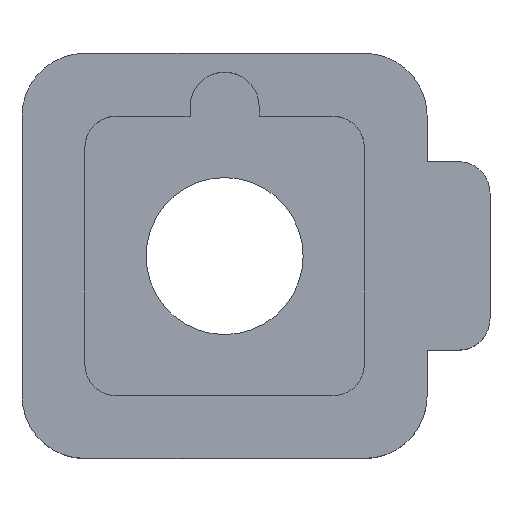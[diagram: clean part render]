
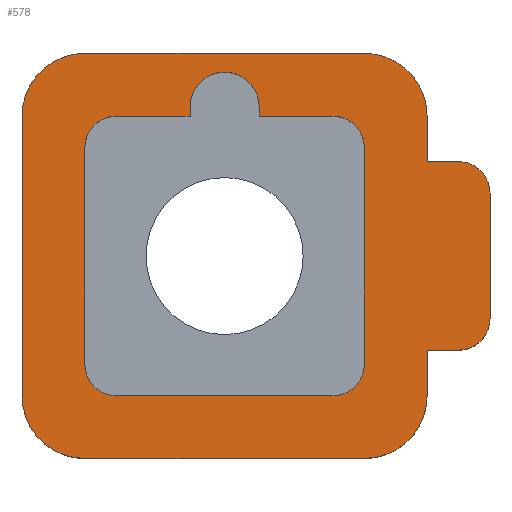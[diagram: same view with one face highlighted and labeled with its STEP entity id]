
A CAD part, top view. The second image highlights one B-rep face of the part: STEP entity #578.
In plain terms, the highlighted planar face has unit normal (0, 0, 1).
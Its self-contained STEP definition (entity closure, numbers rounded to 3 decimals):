
#19=FACE_BOUND('',#101,.T.);
#25=CIRCLE('',#628,0.55);
#27=CIRCLE('',#632,0.5);
#28=CIRCLE('',#634,0.5);
#29=CIRCLE('',#635,1.);
#30=CIRCLE('',#636,1.);
#31=CIRCLE('',#637,1.);
#32=CIRCLE('',#638,1.);
#33=CIRCLE('',#639,0.5);
#34=CIRCLE('',#640,0.5);
#35=CIRCLE('',#641,0.5);
#36=CIRCLE('',#642,0.5);
#69=FACE_OUTER_BOUND('',#100,.T.);
#100=EDGE_LOOP('',(#407,#408,#409,#410,#411,#412,#413,#414,#415,#416,#417,
#418,#419,#420));
#101=EDGE_LOOP('',(#421,#422,#423,#424,#425,#426,#427,#428,#429,#430,#431,
#432));
#133=LINE('',#866,#191);
#137=LINE('',#875,#195);
#139=LINE('',#882,#197);
#144=LINE('',#897,#202);
#145=LINE('',#901,#203);
#146=LINE('',#903,#204);
#147=LINE('',#907,#205);
#148=LINE('',#911,#206);
#149=LINE('',#915,#207);
#150=LINE('',#919,#208);
#151=LINE('',#920,#209);
#152=LINE('',#922,#210);
#153=LINE('',#926,#211);
#154=LINE('',#930,#212);
#155=LINE('',#934,#213);
#191=VECTOR('',#688,10.);
#195=VECTOR('',#694,10.);
#197=VECTOR('',#704,10.);
#202=VECTOR('',#717,10.);
#203=VECTOR('',#720,10.);
#204=VECTOR('',#721,10.);
#205=VECTOR('',#724,10.);
#206=VECTOR('',#727,10.);
#207=VECTOR('',#730,10.);
#208=VECTOR('',#733,10.);
#209=VECTOR('',#734,10.);
#210=VECTOR('',#735,10.);
#211=VECTOR('',#738,10.);
#212=VECTOR('',#741,10.);
#213=VECTOR('',#744,10.);
#249=VERTEX_POINT('',#863);
#250=VERTEX_POINT('',#865);
#253=VERTEX_POINT('',#872);
#254=VERTEX_POINT('',#874);
#255=VERTEX_POINT('',#881);
#259=VERTEX_POINT('',#890);
#260=VERTEX_POINT('',#892);
#261=VERTEX_POINT('',#896);
#262=VERTEX_POINT('',#898);
#263=VERTEX_POINT('',#900);
#264=VERTEX_POINT('',#902);
#265=VERTEX_POINT('',#904);
#266=VERTEX_POINT('',#906);
#267=VERTEX_POINT('',#908);
#268=VERTEX_POINT('',#910);
#269=VERTEX_POINT('',#912);
#270=VERTEX_POINT('',#914);
#271=VERTEX_POINT('',#916);
#272=VERTEX_POINT('',#918);
#273=VERTEX_POINT('',#921);
#274=VERTEX_POINT('',#923);
#275=VERTEX_POINT('',#925);
#276=VERTEX_POINT('',#927);
#277=VERTEX_POINT('',#929);
#278=VERTEX_POINT('',#931);
#279=VERTEX_POINT('',#933);
#305=EDGE_CURVE('',#250,#249,#133,.T.);
#309=EDGE_CURVE('',#254,#253,#137,.T.);
#312=EDGE_CURVE('',#249,#254,#25,.T.);
#313=EDGE_CURVE('',#255,#250,#139,.T.);
#318=EDGE_CURVE('',#259,#260,#27,.T.);
#320=EDGE_CURVE('',#259,#261,#144,.T.);
#321=EDGE_CURVE('',#262,#261,#28,.T.);
#322=EDGE_CURVE('',#262,#263,#145,.T.);
#323=EDGE_CURVE('',#263,#264,#146,.T.);
#324=EDGE_CURVE('',#265,#264,#29,.T.);
#325=EDGE_CURVE('',#265,#266,#147,.T.);
#326=EDGE_CURVE('',#267,#266,#30,.T.);
#327=EDGE_CURVE('',#267,#268,#148,.T.);
#328=EDGE_CURVE('',#269,#268,#31,.T.);
#329=EDGE_CURVE('',#269,#270,#149,.T.);
#330=EDGE_CURVE('',#271,#270,#32,.T.);
#331=EDGE_CURVE('',#271,#272,#150,.T.);
#332=EDGE_CURVE('',#272,#260,#151,.T.);
#333=EDGE_CURVE('',#253,#273,#152,.T.);
#334=EDGE_CURVE('',#274,#273,#33,.T.);
#335=EDGE_CURVE('',#274,#275,#153,.T.);
#336=EDGE_CURVE('',#276,#275,#34,.T.);
#337=EDGE_CURVE('',#276,#277,#154,.T.);
#338=EDGE_CURVE('',#278,#277,#35,.T.);
#339=EDGE_CURVE('',#278,#279,#155,.T.);
#340=EDGE_CURVE('',#255,#279,#36,.T.);
#407=ORIENTED_EDGE('',*,*,#318,.F.);
#408=ORIENTED_EDGE('',*,*,#320,.T.);
#409=ORIENTED_EDGE('',*,*,#321,.F.);
#410=ORIENTED_EDGE('',*,*,#322,.T.);
#411=ORIENTED_EDGE('',*,*,#323,.T.);
#412=ORIENTED_EDGE('',*,*,#324,.F.);
#413=ORIENTED_EDGE('',*,*,#325,.T.);
#414=ORIENTED_EDGE('',*,*,#326,.F.);
#415=ORIENTED_EDGE('',*,*,#327,.T.);
#416=ORIENTED_EDGE('',*,*,#328,.F.);
#417=ORIENTED_EDGE('',*,*,#329,.T.);
#418=ORIENTED_EDGE('',*,*,#330,.F.);
#419=ORIENTED_EDGE('',*,*,#331,.T.);
#420=ORIENTED_EDGE('',*,*,#332,.T.);
#421=ORIENTED_EDGE('',*,*,#309,.T.);
#422=ORIENTED_EDGE('',*,*,#333,.T.);
#423=ORIENTED_EDGE('',*,*,#334,.F.);
#424=ORIENTED_EDGE('',*,*,#335,.T.);
#425=ORIENTED_EDGE('',*,*,#336,.F.);
#426=ORIENTED_EDGE('',*,*,#337,.T.);
#427=ORIENTED_EDGE('',*,*,#338,.F.);
#428=ORIENTED_EDGE('',*,*,#339,.T.);
#429=ORIENTED_EDGE('',*,*,#340,.F.);
#430=ORIENTED_EDGE('',*,*,#313,.T.);
#431=ORIENTED_EDGE('',*,*,#305,.T.);
#432=ORIENTED_EDGE('',*,*,#312,.T.);
#558=PLANE('',#633);
#578=ADVANCED_FACE('',(#69,#19),#558,.T.);
#628=AXIS2_PLACEMENT_3D('',#879,#700,#701);
#632=AXIS2_PLACEMENT_3D('',#893,#712,#713);
#633=AXIS2_PLACEMENT_3D('',#895,#715,#716);
#634=AXIS2_PLACEMENT_3D('',#899,#718,#719);
#635=AXIS2_PLACEMENT_3D('',#905,#722,#723);
#636=AXIS2_PLACEMENT_3D('',#909,#725,#726);
#637=AXIS2_PLACEMENT_3D('',#913,#728,#729);
#638=AXIS2_PLACEMENT_3D('',#917,#731,#732);
#639=AXIS2_PLACEMENT_3D('',#924,#736,#737);
#640=AXIS2_PLACEMENT_3D('',#928,#739,#740);
#641=AXIS2_PLACEMENT_3D('',#932,#742,#743);
#642=AXIS2_PLACEMENT_3D('',#935,#745,#746);
#688=DIRECTION('',(0.,1.,0.));
#694=DIRECTION('',(0.,-1.,0.));
#700=DIRECTION('center_axis',(0.,0.,-1.));
#701=DIRECTION('ref_axis',(1.,0.,0.));
#704=DIRECTION('',(1.,0.,0.));
#712=DIRECTION('center_axis',(0.,0.,-1.));
#713=DIRECTION('ref_axis',(0.707,-0.707,0.));
#715=DIRECTION('center_axis',(0.,0.,1.));
#716=DIRECTION('ref_axis',(1.,0.,0.));
#717=DIRECTION('',(0.,1.,0.));
#718=DIRECTION('center_axis',(0.,0.,-1.));
#719=DIRECTION('ref_axis',(0.707,0.707,0.));
#720=DIRECTION('',(-1.,0.,0.));
#721=DIRECTION('',(0.,1.,0.));
#722=DIRECTION('center_axis',(0.,0.,-1.));
#723=DIRECTION('ref_axis',(0.707,0.707,0.));
#724=DIRECTION('',(-1.,0.,0.));
#725=DIRECTION('center_axis',(0.,0.,-1.));
#726=DIRECTION('ref_axis',(-0.707,0.707,0.));
#727=DIRECTION('',(0.,-1.,0.));
#728=DIRECTION('center_axis',(0.,0.,-1.));
#729=DIRECTION('ref_axis',(-0.707,-0.707,0.));
#730=DIRECTION('',(1.,0.,0.));
#731=DIRECTION('center_axis',(0.,0.,-1.));
#732=DIRECTION('ref_axis',(0.707,-0.707,0.));
#733=DIRECTION('',(0.,1.,0.));
#734=DIRECTION('',(1.,0.,0.));
#735=DIRECTION('',(1.,0.,0.));
#736=DIRECTION('center_axis',(0.,0.,1.));
#737=DIRECTION('ref_axis',(0.707,0.707,0.));
#738=DIRECTION('',(0.,-1.,0.));
#739=DIRECTION('center_axis',(0.,0.,1.));
#740=DIRECTION('ref_axis',(0.707,-0.707,0.));
#741=DIRECTION('',(-1.,0.,0.));
#742=DIRECTION('center_axis',(0.,0.,1.));
#743=DIRECTION('ref_axis',(-0.707,-0.707,0.));
#744=DIRECTION('',(0.,1.,0.));
#745=DIRECTION('center_axis',(0.,0.,1.));
#746=DIRECTION('ref_axis',(-0.707,0.707,0.));
#863=CARTESIAN_POINT('',(-0.55,2.375,1.7));
#865=CARTESIAN_POINT('',(-0.55,2.225,1.7));
#866=CARTESIAN_POINT('',(-0.55,1.113,1.7));
#872=CARTESIAN_POINT('',(0.55,2.225,1.7));
#874=CARTESIAN_POINT('',(0.55,2.375,1.7));
#875=CARTESIAN_POINT('',(0.55,1.188,1.7));
#879=CARTESIAN_POINT('Origin',(0.,2.375,1.7));
#881=CARTESIAN_POINT('',(-1.725,2.225,1.7));
#882=CARTESIAN_POINT('',(1.363,2.225,1.7));
#890=CARTESIAN_POINT('',(4.225,-1.,1.7));
#892=CARTESIAN_POINT('',(3.725,-1.5,1.7));
#893=CARTESIAN_POINT('Origin',(3.725,-1.,1.7));
#895=CARTESIAN_POINT('Origin',(0.5,0.,1.7));
#896=CARTESIAN_POINT('',(4.225,1.,1.7));
#897=CARTESIAN_POINT('',(4.225,-3.225,1.7));
#898=CARTESIAN_POINT('',(3.725,1.5,1.7));
#899=CARTESIAN_POINT('Origin',(3.725,1.,1.7));
#900=CARTESIAN_POINT('',(3.225,1.5,1.7));
#901=CARTESIAN_POINT('',(2.363,1.5,1.7));
#902=CARTESIAN_POINT('',(3.225,2.225,1.7));
#903=CARTESIAN_POINT('',(3.225,0.75,1.7));
#904=CARTESIAN_POINT('',(2.225,3.225,1.7));
#905=CARTESIAN_POINT('Origin',(2.225,2.225,1.7));
#906=CARTESIAN_POINT('',(-2.225,3.225,1.7));
#907=CARTESIAN_POINT('',(4.225,3.225,1.7));
#908=CARTESIAN_POINT('',(-3.225,2.225,1.7));
#909=CARTESIAN_POINT('Origin',(-2.225,2.225,1.7));
#910=CARTESIAN_POINT('',(-3.225,-2.225,1.7));
#911=CARTESIAN_POINT('',(-3.225,3.225,1.7));
#912=CARTESIAN_POINT('',(-2.225,-3.225,1.7));
#913=CARTESIAN_POINT('Origin',(-2.225,-2.225,1.7));
#914=CARTESIAN_POINT('',(2.225,-3.225,1.7));
#915=CARTESIAN_POINT('',(-3.225,-3.225,1.7));
#916=CARTESIAN_POINT('',(3.225,-2.225,1.7));
#917=CARTESIAN_POINT('Origin',(2.225,-2.225,1.7));
#918=CARTESIAN_POINT('',(3.225,-1.5,1.7));
#919=CARTESIAN_POINT('',(3.225,-1.613,1.7));
#920=CARTESIAN_POINT('',(1.863,-1.5,1.7));
#921=CARTESIAN_POINT('',(1.725,2.225,1.7));
#922=CARTESIAN_POINT('',(1.363,2.225,1.7));
#923=CARTESIAN_POINT('',(2.225,1.725,1.7));
#924=CARTESIAN_POINT('Origin',(1.725,1.725,1.7));
#925=CARTESIAN_POINT('',(2.225,-1.725,1.7));
#926=CARTESIAN_POINT('',(2.225,-1.113,1.7));
#927=CARTESIAN_POINT('',(1.725,-2.225,1.7));
#928=CARTESIAN_POINT('Origin',(1.725,-1.725,1.7));
#929=CARTESIAN_POINT('',(-1.725,-2.225,1.7));
#930=CARTESIAN_POINT('',(-0.863,-2.225,1.7));
#931=CARTESIAN_POINT('',(-2.225,-1.725,1.7));
#932=CARTESIAN_POINT('Origin',(-1.725,-1.725,1.7));
#933=CARTESIAN_POINT('',(-2.225,1.725,1.7));
#934=CARTESIAN_POINT('',(-2.225,1.113,1.7));
#935=CARTESIAN_POINT('Origin',(-1.725,1.725,1.7));
